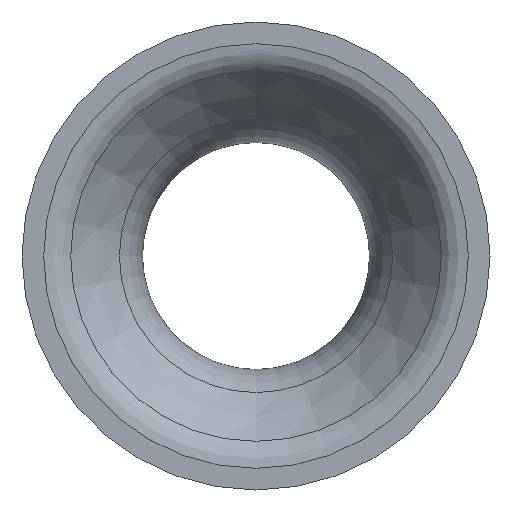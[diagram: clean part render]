
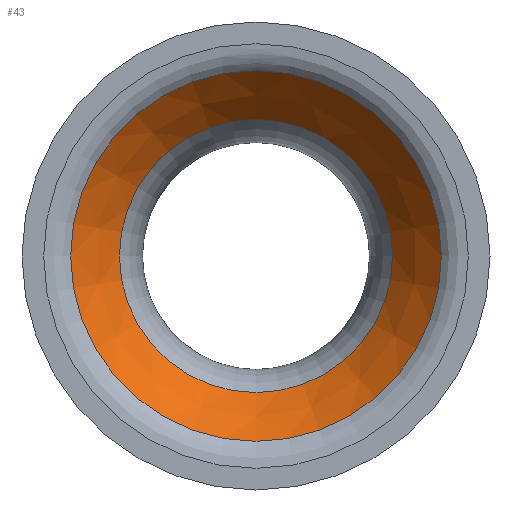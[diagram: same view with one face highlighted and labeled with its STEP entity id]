
A CAD part, left-side view. The second image highlights one B-rep face of the part: STEP entity #43.
In plain terms, the highlighted conical face has half-angle 38.884 degrees and reference radius 7.88 mm.
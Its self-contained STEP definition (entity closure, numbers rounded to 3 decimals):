
#43 = ADVANCED_FACE( '', ( #92, #93 ), #94, .F. );
#92 = FACE_OUTER_BOUND( '', #151, .T. );
#93 = FACE_BOUND( '', #152, .T. );
#94 = CONICAL_SURFACE( '', #153, 7.879, 0.679 );
#151 = EDGE_LOOP( '', ( #210 ) );
#152 = EDGE_LOOP( '', ( #211 ) );
#153 = AXIS2_PLACEMENT_3D( '', #212, #213, #214 );
#210 = ORIENTED_EDGE( '', *, *, #278, .T. );
#211 = ORIENTED_EDGE( '', *, *, #276, .F. );
#212 = CARTESIAN_POINT( '', ( -10.766, 0., 0. ) );
#213 = DIRECTION( '', ( -1., 0., 0. ) );
#214 = DIRECTION( '', ( 0., 0., 1. ) );
#276 = EDGE_CURVE( '', #306, #306, #307, .T. );
#278 = EDGE_CURVE( '', #309, #309, #310, .T. );
#306 = VERTEX_POINT( '', #345 );
#307 = CIRCLE( '', #346, 7.879 );
#309 = VERTEX_POINT( '', #348 );
#310 = CIRCLE( '', #349, 10.693 );
#345 = CARTESIAN_POINT( '', ( -10.766, 0., 7.879 ) );
#346 = AXIS2_PLACEMENT_3D( '', #385, #386, #387 );
#348 = CARTESIAN_POINT( '', ( -14.255, 0., 10.693 ) );
#349 = AXIS2_PLACEMENT_3D( '', #388, #389, #390 );
#385 = CARTESIAN_POINT( '', ( -10.766, 0., 0. ) );
#386 = DIRECTION( '', ( -1., 0., 0. ) );
#387 = DIRECTION( '', ( 0., 0., 1. ) );
#388 = CARTESIAN_POINT( '', ( -14.255, 0., 0. ) );
#389 = DIRECTION( '', ( -1., 0., 0. ) );
#390 = DIRECTION( '', ( 0., 0., 1. ) );
